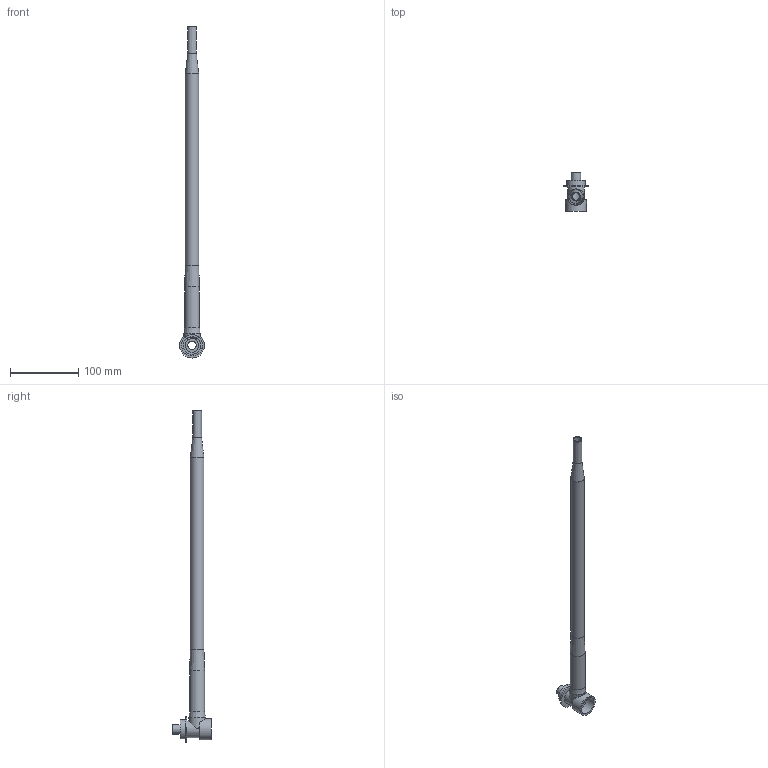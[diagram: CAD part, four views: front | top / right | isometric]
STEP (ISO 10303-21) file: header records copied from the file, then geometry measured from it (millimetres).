
FILE_DESCRIPTION(/* description */ (''),/* implementation_level */ '2;1');
FILE_NAME(/* name */ 'Transfer tube.stp',/* time_stamp */ '2020-08-22T12:58:24-04:00',/* author */ ('ignac'),/* organization */ (''),/* preprocessor_version */ 'ST-DEVELOPER v18',/* originating_system */ 'Autodesk Inventor 2020',/* authorisation */ '');
FILE_SCHEMA (('AUTOMOTIVE_DESIGN { 1 0 10303 214 3 1 1 }'));
Length unit declared in the file: millimetre
Products named in the file (1): Transfer tube
Bounding box: 37 x 57 x 485.89 mm (x, y, z)
Volume: 37916.6 mm3; surface area: 63171.6 mm2
Topology: 1 solids, 1 shells, 39 faces, 118 edges, 84 vertices
Faces by surface type: cylinder 19, plane 13, cone 7
Full cylindrical faces by diameter (mm): 11 x1, 12 x1, 12.877 x1, 14 x1, 18 x2, 19.9 x1, 20 x2, 21.9 x1, 22 x1, 23.9 x1, 24 x1, 26 x1, 28 x1, 31 x1, 37 x1
Entity records: 1639 total; most frequent: CARTESIAN_POINT 482, DIRECTION 246, ORIENTED_EDGE 236, EDGE_CURVE 118, AXIS2_PLACEMENT_3D 106, VERTEX_POINT 84, CIRCLE 66, EDGE_LOOP 46
